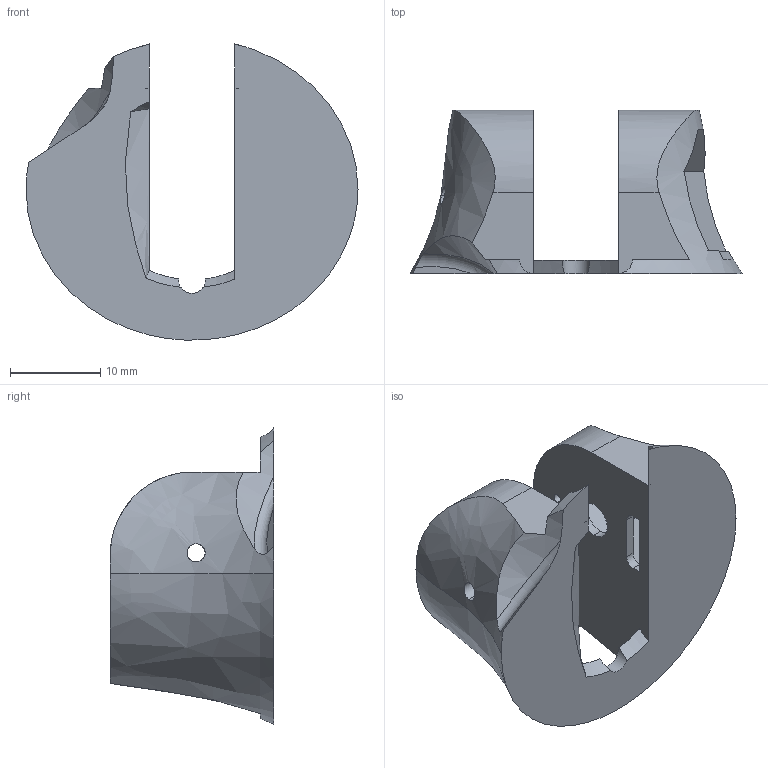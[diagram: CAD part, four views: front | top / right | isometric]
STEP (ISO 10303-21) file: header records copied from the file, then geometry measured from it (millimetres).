
FILE_DESCRIPTION (( 'STEP AP203' ), '1' );
FILE_NAME ('MC - D R - Add B.STEP', '2017-09-20T01:22:05', ( '' ), ( '' ), 'SwSTEP 2.0', 'SolidWorks 2016', '' );
FILE_SCHEMA (( 'CONFIG_CONTROL_DESIGN' ));
Length unit declared in the file: millimetre
Products named in the file (1): MC - D R - Add B
Bounding box: 36.77 x 18.1 x 32.8 mm (x, y, z)
Volume: 5991.5 mm3; surface area: 3705 mm2
Topology: 1 solids, 1 shells, 46 faces, 130 edges, 85 vertices
Faces by surface type: plane 23, cylinder 14, bspline 8, torus 1
Entity records: 3320 total; most frequent: CARTESIAN_POINT 2153, ORIENTED_EDGE 260, DIRECTION 177, EDGE_CURVE 130, VERTEX_POINT 85, AXIS2_PLACEMENT_3D 61, LINE 55, VECTOR 55
